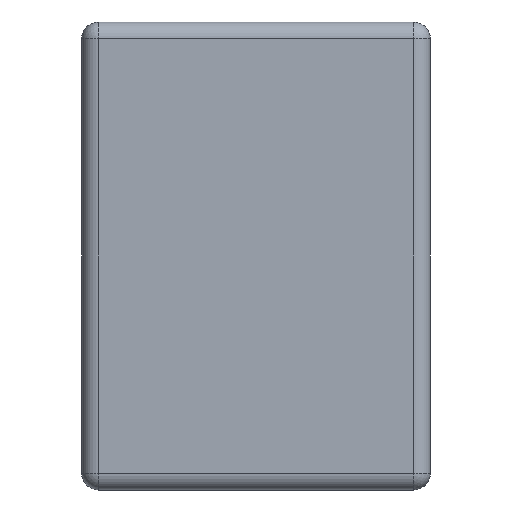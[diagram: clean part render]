
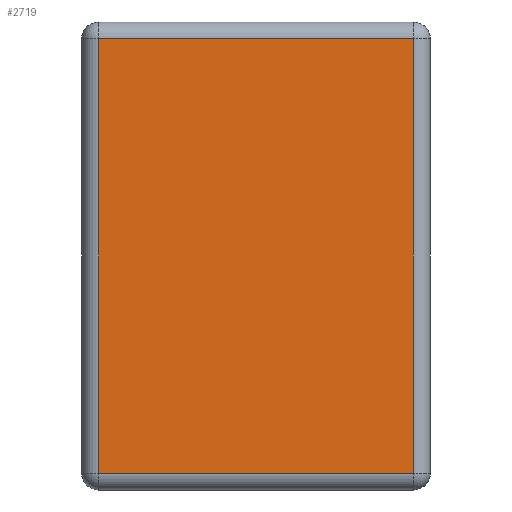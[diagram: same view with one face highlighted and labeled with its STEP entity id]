
A CAD part, left-side view. The second image highlights one B-rep face of the part: STEP entity #2719.
In plain terms, the highlighted planar face has unit normal (-1, 0, 0).
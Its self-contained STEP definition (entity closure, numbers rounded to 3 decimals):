
#107=PLANE('',#2991);
#317=LINE('',#4363,#613);
#319=LINE('',#4366,#615);
#323=LINE('',#4372,#619);
#325=LINE('',#4375,#621);
#613=VECTOR('',#3547,10.);
#615=VECTOR('',#3551,10.);
#619=VECTOR('',#3559,10.);
#621=VECTOR('',#3563,10.);
#883=FACE_OUTER_BOUND('',#1053,.T.);
#1053=EDGE_LOOP('',(#2295,#2296,#2297,#2298));
#1336=VERTEX_POINT('',#4287);
#1339=VERTEX_POINT('',#4294);
#1345=VERTEX_POINT('',#4311);
#1351=VERTEX_POINT('',#4328);
#1673=EDGE_CURVE('',#1339,#1351,#317,.T.);
#1675=EDGE_CURVE('',#1351,#1345,#319,.T.);
#1679=EDGE_CURVE('',#1345,#1336,#323,.T.);
#1681=EDGE_CURVE('',#1336,#1339,#325,.T.);
#2295=ORIENTED_EDGE('',*,*,#1673,.F.);
#2296=ORIENTED_EDGE('',*,*,#1681,.F.);
#2297=ORIENTED_EDGE('',*,*,#1679,.F.);
#2298=ORIENTED_EDGE('',*,*,#1675,.F.);
#2719=ADVANCED_FACE('',(#883),#107,.T.);
#2991=AXIS2_PLACEMENT_3D('',#4390,#3579,#3580);
#3547=DIRECTION('',(0.,1.,0.));
#3551=DIRECTION('',(0.,0.,1.));
#3559=DIRECTION('',(0.,-1.,0.));
#3563=DIRECTION('',(0.,0.,-1.));
#3579=DIRECTION('center_axis',(-1.,0.,0.));
#3580=DIRECTION('ref_axis',(0.,0.,1.));
#4287=CARTESIAN_POINT('',(-83.,-37.25,101.));
#4294=CARTESIAN_POINT('',(-83.,-37.25,-1.75));
#4311=CARTESIAN_POINT('',(-83.,37.25,101.));
#4328=CARTESIAN_POINT('',(-83.,37.25,-1.75));
#4363=CARTESIAN_POINT('',(-83.,20.625,-1.75));
#4366=CARTESIAN_POINT('',(-83.,37.25,77.313));
#4372=CARTESIAN_POINT('',(-83.,-20.625,101.));
#4375=CARTESIAN_POINT('',(-83.,-37.25,21.938));
#4390=CARTESIAN_POINT('Origin',(-83.,0.,49.625));
